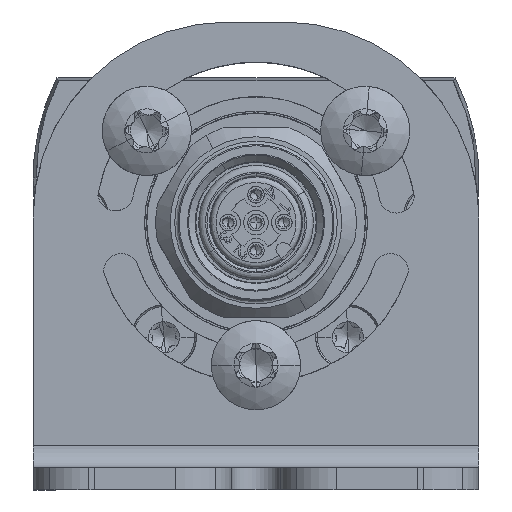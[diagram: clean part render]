
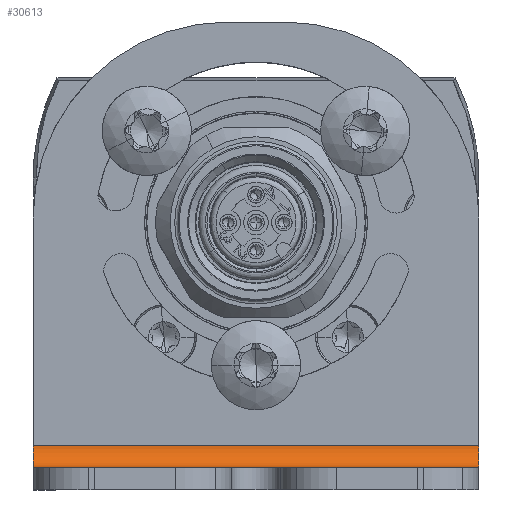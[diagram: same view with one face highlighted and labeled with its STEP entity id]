
A CAD part, front view. The second image highlights one B-rep face of the part: STEP entity #30613.
In plain terms, the highlighted cylindrical face has radius 2 mm (diameter 4 mm), a partial arc.
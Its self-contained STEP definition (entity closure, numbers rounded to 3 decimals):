
#30586=AXIS2_PLACEMENT_3D('Cylinder Axis2P3D',#30583,#30584,#30585) ;
#30599=AXIS2_PLACEMENT_3D('Circle Axis2P3D',#30597,#30598,$) ;
#30604=AXIS2_PLACEMENT_3D('Circle Axis2P3D',#30602,#30603,$) ;
#30185=CARTESIAN_POINT('Vertex',(0.005,23.,4.)) ;
#30188=CARTESIAN_POINT('Line Origine',(20.005,23.,4.)) ;
#30192=CARTESIAN_POINT('Vertex',(40.005,23.,4.)) ;
#30583=CARTESIAN_POINT('Axis2P3D Location',(20.005,21.,4.)) ;
#30588=CARTESIAN_POINT('Line Origine',(20.005,21.,2.)) ;
#30592=CARTESIAN_POINT('Vertex',(40.005,21.,2.)) ;
#30594=CARTESIAN_POINT('Vertex',(0.005,21.,2.)) ;
#30597=CARTESIAN_POINT('Axis2P3D Location',(40.005,21.,4.)) ;
#30602=CARTESIAN_POINT('Axis2P3D Location',(0.005,21.,4.)) ;
#30189=DIRECTION('Vector Direction',(1.,0.,0.)) ;
#30584=DIRECTION('Axis2P3D Direction',(-1.,0.,0.)) ;
#30585=DIRECTION('Axis2P3D XDirection',(0.,1.,0.)) ;
#30589=DIRECTION('Vector Direction',(-1.,0.,0.)) ;
#30598=DIRECTION('Axis2P3D Direction',(-1.,0.,0.)) ;
#30603=DIRECTION('Axis2P3D Direction',(-1.,0.,0.)) ;
#30190=VECTOR('Line Direction',#30189,1.) ;
#30590=VECTOR('Line Direction',#30589,1.) ;
#30608=ORIENTED_EDGE('',*,*,#30596,.F.) ;
#30609=ORIENTED_EDGE('',*,*,#30601,.T.) ;
#30610=ORIENTED_EDGE('',*,*,#30194,.F.) ;
#30611=ORIENTED_EDGE('',*,*,#30606,.F.) ;
#30613=ADVANCED_FACE('Hauptkoerper',(#30612),#30587,.F.) ;
#30600=CIRCLE('generated circle',#30599,2.) ;
#30605=CIRCLE('generated circle',#30604,2.) ;
#30587=CYLINDRICAL_SURFACE('generated cylinder',#30586,2.) ;
#30194=EDGE_CURVE('',#30186,#30193,#30191,.T.) ;
#30596=EDGE_CURVE('',#30593,#30595,#30591,.T.) ;
#30601=EDGE_CURVE('',#30593,#30193,#30600,.F.) ;
#30606=EDGE_CURVE('',#30595,#30186,#30605,.F.) ;
#30607=EDGE_LOOP('',(#30608,#30609,#30610,#30611)) ;
#30612=FACE_OUTER_BOUND('',#30607,.T.) ;
#30191=LINE('Line',#30188,#30190) ;
#30591=LINE('Line',#30588,#30590) ;
#30186=VERTEX_POINT('',#30185) ;
#30193=VERTEX_POINT('',#30192) ;
#30593=VERTEX_POINT('',#30592) ;
#30595=VERTEX_POINT('',#30594) ;
